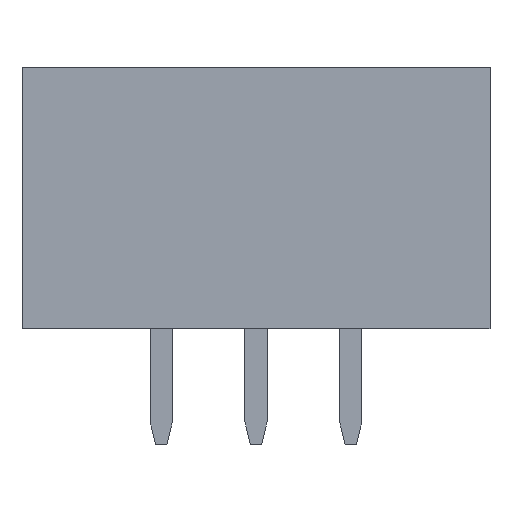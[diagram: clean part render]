
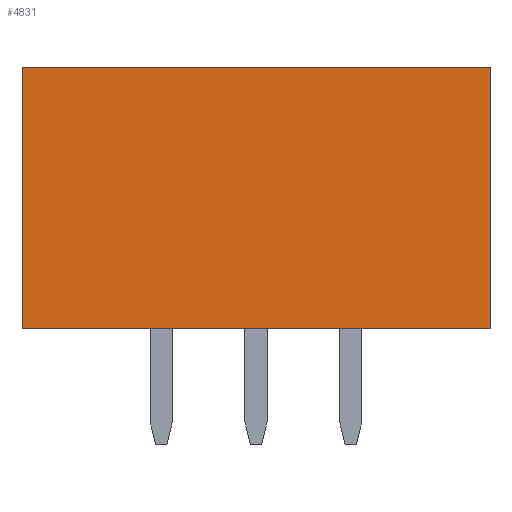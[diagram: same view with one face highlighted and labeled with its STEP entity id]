
A CAD part, left-side view. The second image highlights one B-rep face of the part: STEP entity #4831.
In plain terms, the highlighted planar face has unit normal (-1, 0, 0).
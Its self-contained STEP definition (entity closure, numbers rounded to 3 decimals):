
#199 = LINE ( 'NONE', #7739, #4643 ) ;
#608 = DIRECTION ( 'NONE',  ( 0., 1., 0. ) ) ;
#626 = VECTOR ( 'NONE', #8493, 1000. ) ;
#643 = DIRECTION ( 'NONE',  ( 1., 0., 0. ) ) ;
#1148 = LINE ( 'NONE', #1849, #2168 ) ;
#1558 = CARTESIAN_POINT ( 'NONE',  ( -3.81, -8.815, 7. ) ) ;
#1691 = FACE_OUTER_BOUND ( 'NONE', #1814, .T. ) ;
#1814 = EDGE_LOOP ( 'NONE', ( #5328, #1939, #3633, #7862 ) ) ;
#1849 = CARTESIAN_POINT ( 'NONE',  ( -3.81, 3.735, 0. ) ) ;
#1938 = AXIS2_PLACEMENT_3D ( 'NONE', #1970, #643, #608 ) ;
#1939 = ORIENTED_EDGE ( 'NONE', *, *, #2656, .F. ) ;
#1953 = EDGE_CURVE ( 'NONE', #3537, #4585, #1148, .T. ) ;
#1970 = CARTESIAN_POINT ( 'NONE',  ( -3.81, 1.27, 0. ) ) ;
#2168 = VECTOR ( 'NONE', #3062, 1000. ) ;
#2347 = LINE ( 'NONE', #2577, #626 ) ;
#2577 = CARTESIAN_POINT ( 'NONE',  ( -3.81, -8.815, 7. ) ) ;
#2646 = LINE ( 'NONE', #7499, #4181 ) ;
#2656 = EDGE_CURVE ( 'NONE', #6731, #6352, #2347, .T. ) ;
#2903 = EDGE_CURVE ( 'NONE', #6352, #3537, #199, .T. ) ;
#3062 = DIRECTION ( 'NONE',  ( 0., 0., 1. ) ) ;
#3537 = VERTEX_POINT ( 'NONE', #3841 ) ;
#3633 = ORIENTED_EDGE ( 'NONE', *, *, #8487, .T. ) ;
#3740 = CARTESIAN_POINT ( 'NONE',  ( -3.81, -8.815, 0. ) ) ;
#3841 = CARTESIAN_POINT ( 'NONE',  ( -3.81, 3.735, 0. ) ) ;
#3906 = PLANE ( 'NONE',  #1938 ) ;
#4181 = VECTOR ( 'NONE', #8082, 1000. ) ;
#4585 = VERTEX_POINT ( 'NONE', #5395 ) ;
#4643 = VECTOR ( 'NONE', #6401, 1000. ) ;
#4831 = ADVANCED_FACE ( 'NONE', ( #1691 ), #3906, .F. ) ;
#5328 = ORIENTED_EDGE ( 'NONE', *, *, #2903, .F. ) ;
#5395 = CARTESIAN_POINT ( 'NONE',  ( -3.81, 3.735, 7. ) ) ;
#6352 = VERTEX_POINT ( 'NONE', #3740 ) ;
#6401 = DIRECTION ( 'NONE',  ( 0., 1., 0. ) ) ;
#6731 = VERTEX_POINT ( 'NONE', #1558 ) ;
#7499 = CARTESIAN_POINT ( 'NONE',  ( -3.81, -6.35, 7. ) ) ;
#7739 = CARTESIAN_POINT ( 'NONE',  ( -3.81, 1.27, 0. ) ) ;
#7862 = ORIENTED_EDGE ( 'NONE', *, *, #1953, .F. ) ;
#8082 = DIRECTION ( 'NONE',  ( 0., 1., 0. ) ) ;
#8487 = EDGE_CURVE ( 'NONE', #6731, #4585, #2646, .T. ) ;
#8493 = DIRECTION ( 'NONE',  ( 0., 0., -1. ) ) ;
